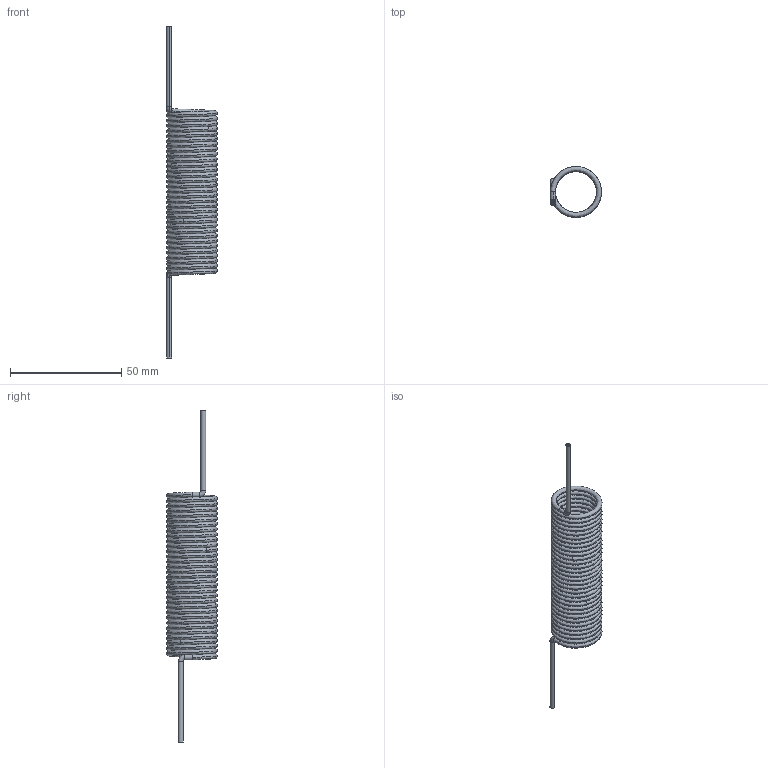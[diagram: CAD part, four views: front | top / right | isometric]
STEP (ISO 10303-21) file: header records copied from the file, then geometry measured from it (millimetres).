
FILE_DESCRIPTION((''),'2;1');
FILE_NAME('193379_ASM','2016-03-02T',('pdmadmin'),(''),'PRO/ENGINEER BY PARAMETRIC TECHNOLOGY CORPORATION, 2013230','PRO/ENGINEER BY PARAMETRIC TECHNOLOGY CORPORATION, 2013230','');
FILE_SCHEMA(('CONFIG_CONTROL_DESIGN'));
Length unit declared in the file: inch
Products named in the file (3): 10151_ASSEMBLY; 28926_ASM; 193379_ASM
Assembly tree (2 placements, depth 3):
  193379_ASM
    28926_ASM
      10151_ASSEMBLY
Bounding box: 22.86 x 22.86 x 149.35 mm (x, y, z)
Volume: 6613.4 mm3; surface area: 21702 mm2
Topology: 1 solids, 1 shells, 62 faces, 135 edges, 75 vertices
Faces by surface type: bspline 36, cylinder 16, torus 8, plane 2
Entity records: 17073 total; most frequent: CARTESIAN_POINT 15845, ORIENTED_EDGE 270, DIRECTION 182, EDGE_CURVE 135, AXIS2_PLACEMENT_3D 83, VERTEX_POINT 75, B_SPLINE_CURVE_WITH_KNOTS 68, EDGE_LOOP 64
